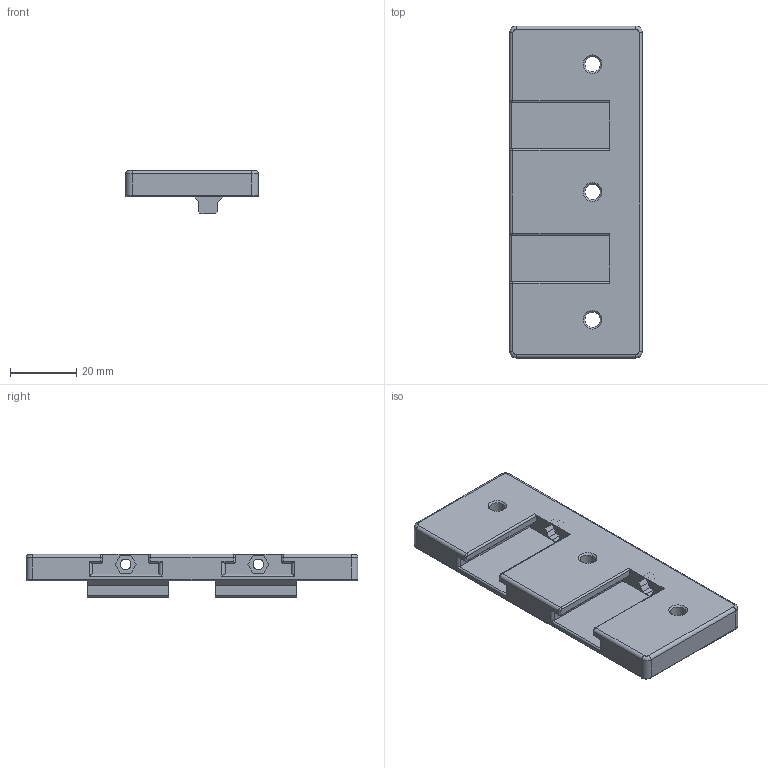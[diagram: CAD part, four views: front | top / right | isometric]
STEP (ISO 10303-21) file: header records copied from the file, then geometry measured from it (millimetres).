
FILE_DESCRIPTION(/* description */ (''),/* implementation_level */ '2;1');
FILE_NAME(/* name */ 'BT_main.stp',/* time_stamp */ '2024-06-04T15:46:55+02:00',/* author */ ('JN'),/* organization */ (''),/* preprocessor_version */ 'ST-DEVELOPER v18.1',/* originating_system */ 'Autodesk Inventor 2022',/* authorisation */ '');
FILE_SCHEMA (('AUTOMOTIVE_DESIGN { 1 0 10303 214 3 1 1 }'));
Length unit declared in the file: millimetre
Products named in the file (1): Halter
Bounding box: 40 x 100 x 13 mm (x, y, z)
Volume: 26453.1 mm3; surface area: 12360.2 mm2
Topology: 1 solids, 1 shells, 127 faces, 342 edges, 219 vertices
Faces by surface type: plane 70, cylinder 37, bspline 8, cone 8, torus 4
Full cylindrical faces by diameter (mm): 3.2 x2, 4.6 x3
Entity records: 4519 total; most frequent: CARTESIAN_POINT 1233, ORIENTED_EDGE 684, DIRECTION 669, EDGE_CURVE 342, LINE 235, VECTOR 235, VERTEX_POINT 219, AXIS2_PLACEMENT_3D 217
